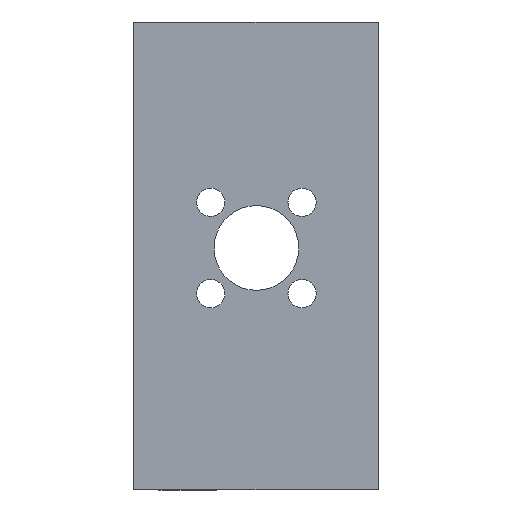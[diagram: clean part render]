
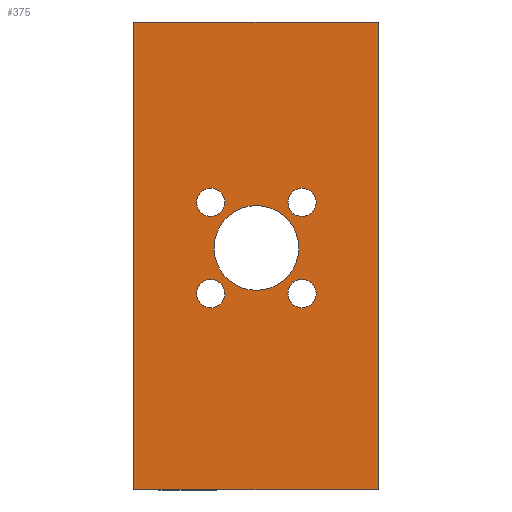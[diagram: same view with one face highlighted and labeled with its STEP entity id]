
A CAD part, left-side view. The second image highlights one B-rep face of the part: STEP entity #375.
In plain terms, the highlighted planar face has unit normal (-1, 0, 0).
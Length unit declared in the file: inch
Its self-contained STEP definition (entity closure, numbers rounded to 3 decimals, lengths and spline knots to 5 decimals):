
#41=FACE_BOUND('',#125,.T.);
#42=FACE_BOUND('',#126,.T.);
#43=FACE_BOUND('',#127,.T.);
#44=FACE_BOUND('',#128,.T.);
#45=FACE_BOUND('',#129,.T.);
#59=CIRCLE('',#418,0.20669);
#61=CIRCLE('',#421,0.0689);
#63=CIRCLE('',#424,0.0689);
#65=CIRCLE('',#427,0.0689);
#67=CIRCLE('',#430,0.0689);
#90=FACE_OUTER_BOUND('',#124,.T.);
#124=EDGE_LOOP('',(#332,#333,#334,#335));
#125=EDGE_LOOP('',(#336));
#126=EDGE_LOOP('',(#337));
#127=EDGE_LOOP('',(#338));
#128=EDGE_LOOP('',(#339));
#129=EDGE_LOOP('',(#340));
#131=LINE('',#563,#154);
#145=LINE('',#642,#168);
#149=LINE('',#649,#172);
#151=LINE('',#652,#174);
#154=VECTOR('',#444,0.3937);
#168=VECTOR('',#538,0.3937);
#172=VECTOR('',#544,0.3937);
#174=VECTOR('',#548,0.3937);
#177=VERTEX_POINT('',#560);
#178=VERTEX_POINT('',#562);
#193=VERTEX_POINT('',#612);
#195=VERTEX_POINT('',#618);
#197=VERTEX_POINT('',#624);
#199=VERTEX_POINT('',#630);
#201=VERTEX_POINT('',#636);
#202=VERTEX_POINT('',#640);
#203=VERTEX_POINT('',#641);
#207=EDGE_CURVE('',#177,#178,#131,.T.);
#230=EDGE_CURVE('',#193,#193,#59,.T.);
#233=EDGE_CURVE('',#195,#195,#61,.T.);
#236=EDGE_CURVE('',#197,#197,#63,.T.);
#239=EDGE_CURVE('',#199,#199,#65,.T.);
#242=EDGE_CURVE('',#201,#201,#67,.T.);
#243=EDGE_CURVE('',#202,#203,#145,.T.);
#247=EDGE_CURVE('',#202,#178,#149,.T.);
#249=EDGE_CURVE('',#203,#177,#151,.T.);
#332=ORIENTED_EDGE('',*,*,#249,.F.);
#333=ORIENTED_EDGE('',*,*,#243,.F.);
#334=ORIENTED_EDGE('',*,*,#247,.T.);
#335=ORIENTED_EDGE('',*,*,#207,.F.);
#336=ORIENTED_EDGE('',*,*,#242,.F.);
#337=ORIENTED_EDGE('',*,*,#239,.F.);
#338=ORIENTED_EDGE('',*,*,#236,.F.);
#339=ORIENTED_EDGE('',*,*,#233,.F.);
#340=ORIENTED_EDGE('',*,*,#230,.F.);
#352=PLANE('',#435);
#375=ADVANCED_FACE('',(#90,#41,#42,#43,#44,#45),#352,.F.);
#418=AXIS2_PLACEMENT_3D('',#614,#506,#507);
#421=AXIS2_PLACEMENT_3D('',#620,#513,#514);
#424=AXIS2_PLACEMENT_3D('',#626,#520,#521);
#427=AXIS2_PLACEMENT_3D('',#632,#527,#528);
#430=AXIS2_PLACEMENT_3D('',#638,#534,#535);
#435=AXIS2_PLACEMENT_3D('',#655,#552,#553);
#444=DIRECTION('',(0.,-1.,0.));
#506=DIRECTION('center_axis',(-1.,0.,0.));
#507=DIRECTION('ref_axis',(0.,0.,-1.));
#513=DIRECTION('center_axis',(-1.,0.,0.));
#514=DIRECTION('ref_axis',(0.,0.,-1.));
#520=DIRECTION('center_axis',(-1.,0.,0.));
#521=DIRECTION('ref_axis',(0.,0.,-1.));
#527=DIRECTION('center_axis',(-1.,0.,0.));
#528=DIRECTION('ref_axis',(0.,0.,-1.));
#534=DIRECTION('center_axis',(-1.,0.,0.));
#535=DIRECTION('ref_axis',(0.,0.,-1.));
#538=DIRECTION('',(0.,1.,0.));
#544=DIRECTION('',(0.,0.,1.));
#548=DIRECTION('',(0.,0.,1.));
#552=DIRECTION('center_axis',(1.,0.,0.));
#553=DIRECTION('ref_axis',(0.,0.,-1.));
#560=CARTESIAN_POINT('',(0.09843,0.59827,2.32283));
#562=CARTESIAN_POINT('',(0.09843,-0.59465,2.32283));
#563=CARTESIAN_POINT('',(0.09843,0.59827,2.32283));
#612=CARTESIAN_POINT('',(0.09843,0.,1.42717));
#614=CARTESIAN_POINT('Origin',(0.09843,0.,1.22047));
#618=CARTESIAN_POINT('',(0.09843,-0.22271,1.51208));
#620=CARTESIAN_POINT('Origin',(0.09843,-0.22271,1.44318));
#624=CARTESIAN_POINT('',(0.09843,-0.22271,1.06666));
#626=CARTESIAN_POINT('Origin',(0.09843,-0.22271,0.99776));
#630=CARTESIAN_POINT('',(0.09843,0.22271,1.06666));
#632=CARTESIAN_POINT('Origin',(0.09843,0.22271,0.99776));
#636=CARTESIAN_POINT('',(0.09843,0.22271,1.51208));
#638=CARTESIAN_POINT('Origin',(0.09843,0.22271,1.44318));
#640=CARTESIAN_POINT('',(0.09843,-0.59465,0.03937));
#641=CARTESIAN_POINT('',(0.09843,0.59827,0.03937));
#642=CARTESIAN_POINT('',(0.09843,-3.14961,0.03937));
#649=CARTESIAN_POINT('',(0.09843,-0.59465,1.85039));
#652=CARTESIAN_POINT('',(0.09843,0.59827,0.03937));
#655=CARTESIAN_POINT('Origin',(0.09843,0.00181,0.94488));
